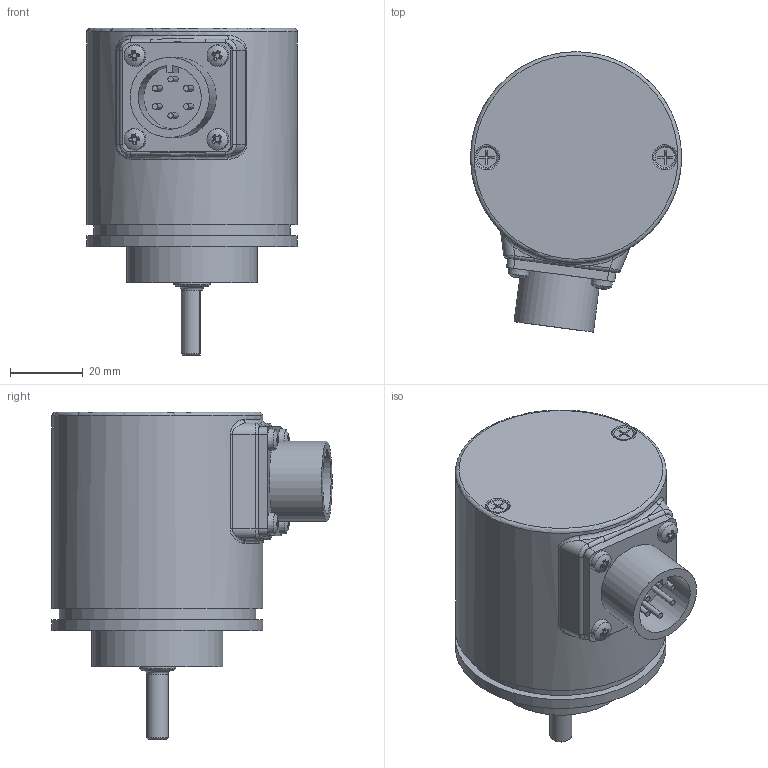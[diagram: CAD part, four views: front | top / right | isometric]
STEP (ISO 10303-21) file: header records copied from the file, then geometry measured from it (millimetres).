
FILE_DESCRIPTION((''),'2;1');
FILE_NAME('58KxxxxS6.stp','2010-03-26T10:55:02',('TP'),(''),'Autodesk Inventor 2008','Autodesk Inventor 2008','');
FILE_SCHEMA(('AUTOMOTIVE_DESIGN { 1 0 10303 214 1 1 1 1 }'));
Length unit declared in the file: millimetre
Products named in the file (1): 58KxxxxS6
Bounding box: 58 x 77.03 x 90 mm (x, y, z)
Volume: 55415.7 mm3; surface area: 43206 mm2
Topology: 1 solids, 7 shells, 484 faces, 1146 edges, 717 vertices
Faces by surface type: plane 193, cylinder 111, cone 100, bspline 54, torus 14, sphere 12
Full cylindrical faces by diameter (mm): 1 x1, 1.5 x6, 2.013 x3, 2.459 x5, 2.75 x4, 3 x12, 3.242 x3, 4.459 x4, 5.4 x2, 5.5 x2, 9.6 x1, 10 x1, 11 x1, 12.7 x1, 13 x1, 14.8 x2, 18 x1, 19 x1, 20 x1, 21.4 x2, 22 x2, 22.6 x4, 26 x7, 36 x1, 53.5 x1, 54 x1, 56 x3, 58 x2
Entity records: 21909 total; most frequent: CARTESIAN_POINT 11764, DIRECTION 2143, ORIENTED_EDGE 1818, AXIS2_PLACEMENT_3D 911, EDGE_CURVE 909, EDGE_LOOP 695, VERTEX_POINT 640, FACE_OUTER_BOUND 477
